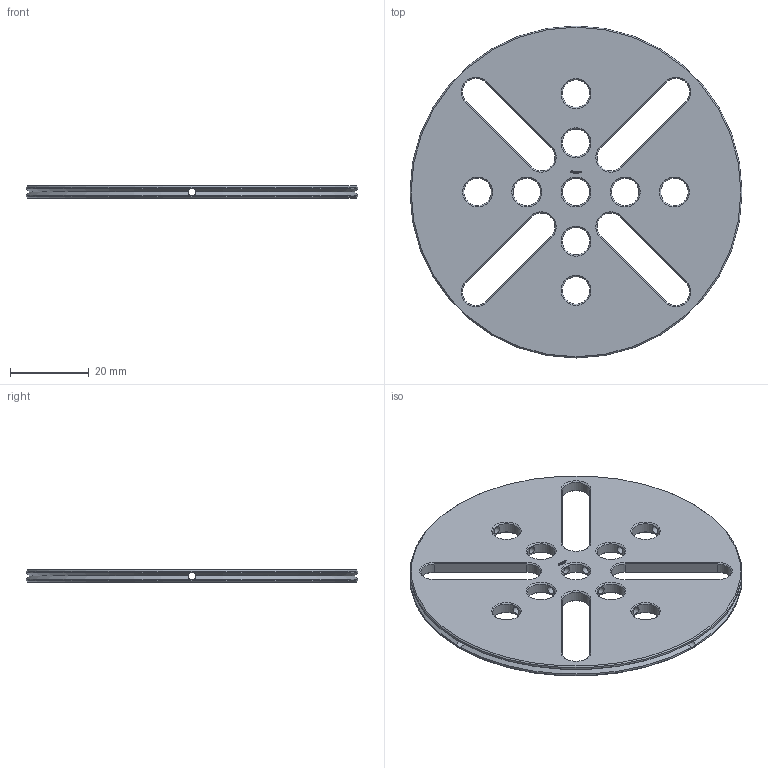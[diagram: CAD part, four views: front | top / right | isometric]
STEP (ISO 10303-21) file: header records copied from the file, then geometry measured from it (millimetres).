
FILE_DESCRIPTION(('FreeCAD Model'),'2;1');
FILE_NAME('Open CASCADE Shape Model','2023-11-14T16:53:24',(''),(''), 'Open CASCADE STEP processor 7.6','FreeCAD','Unknown');
FILE_SCHEMA(('AUTOMOTIVE_DESIGN { 1 0 10303 214 1 1 1 1 }'));
Length unit declared in the file: millimetre
Products named in the file (1): Washer FRE OCT BU06.75x00.25 - SPN-WSR-0061 (stemfie.org)
Bounding box: 84.38 x 84.38 x 3.12 mm (x, y, z)
Volume: 13284.5 mm3; surface area: 11715.3 mm2
Topology: 1 solids, 1 shells, 587 faces, 1646 edges, 1080 vertices
Faces by surface type: plane 334, extrusion 178, cone 44, cylinder 31
Full cylindrical faces by diameter (mm): 2 x12, 7 x9, 84.375 x2
Entity records: 44302 total; most frequent: CARTESIAN_POINT 12811, DIRECTION 5071, VECTOR 4080, LINE 3902, ORIENTED_EDGE 3292, PCURVE 3292, DEFINITIONAL_REPRESENTATION 3292, EDGE_CURVE 1646
